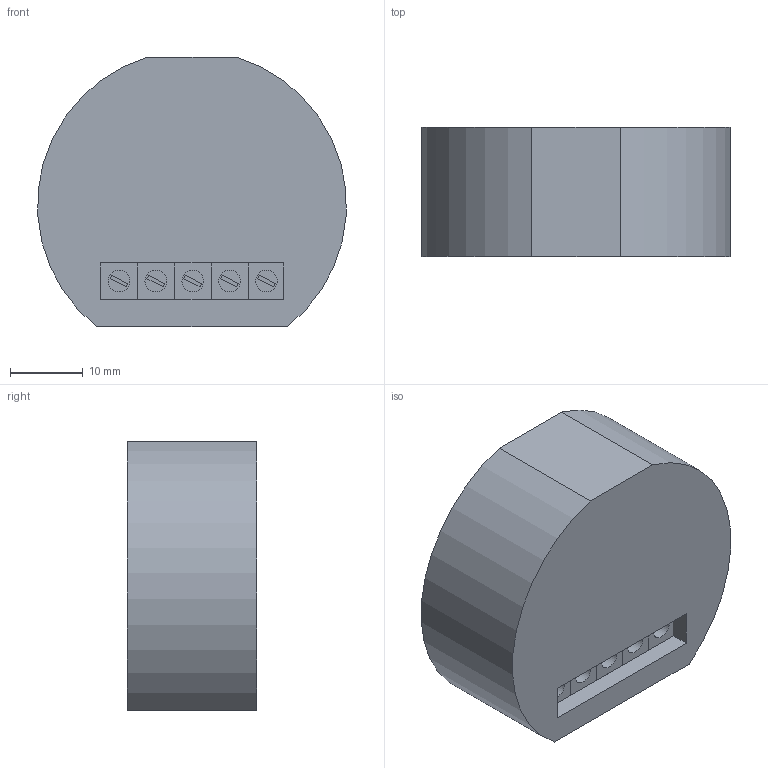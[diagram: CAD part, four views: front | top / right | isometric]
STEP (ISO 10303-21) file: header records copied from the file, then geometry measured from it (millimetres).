
FILE_DESCRIPTION(/* description */ ('Alibre Inc.'),/* implementation_level */ '2;1');
FILE_NAME(/* name */ 'export0',/* time_stamp */ '2020-12-03T21:20:38+01:00',/* author */ (''),/* organization */ (''),/* preprocessor_version */ 'ST-DEVELOPER v17',/* originating_system */ 'Alibre',/* authorisation */ '');
FILE_SCHEMA (('CONFIG_CONTROL_DESIGN'));
Length unit declared in the file: millimetre
Products named in the file (4): ID_1; ID_2; ID_3; ID_4
Bounding box: 42.51 x 17.8 x 37.16 mm (x, y, z)
Volume: 22872.2 mm3; surface area: 8108.4 mm2
Topology: 6 solids, 6 shells, 305 faces, 722 edges, 474 vertices
Faces by surface type: plane 273, cylinder 32
Full cylindrical faces by diameter (mm): 3 x5
Entity records: 2680 total; most frequent: CARTESIAN_POINT 397, ORIENTED_EDGE 372, DIRECTION 313, EDGE_CURVE 186, VECTOR 168, LINE 168, VERTEX_POINT 122, AXIS2_PLACEMENT_3D 107
